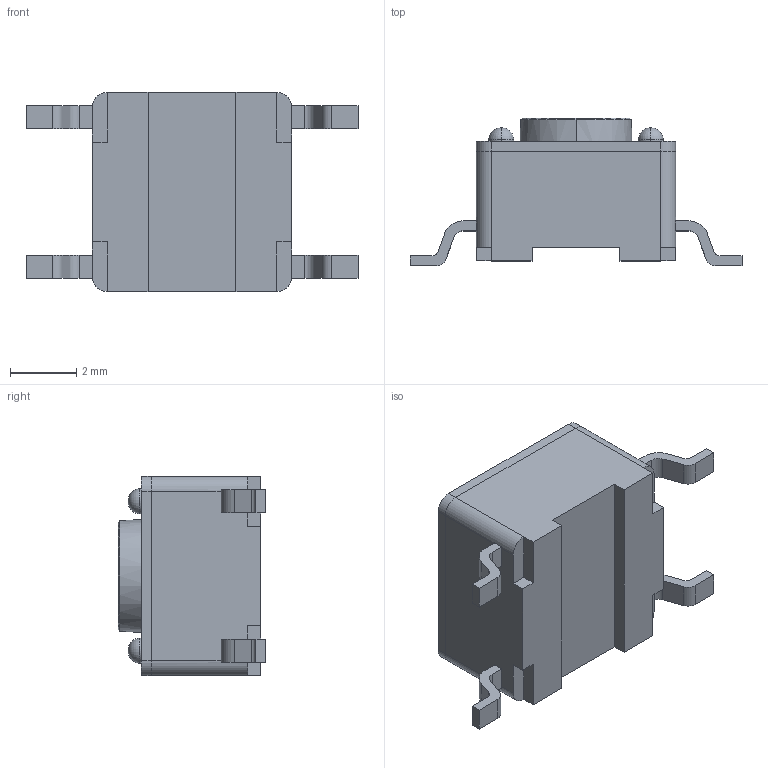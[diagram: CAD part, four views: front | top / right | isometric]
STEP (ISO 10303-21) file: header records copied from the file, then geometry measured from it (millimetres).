
FILE_DESCRIPTION (( 'STEP AP203' ), '1' );
FILE_NAME ('LL3301NF065QG.STEP', '2021-03-25T13:54:43', ( '' ), ( '' ), 'SwSTEP 2.0', 'SolidWorks 2018', '' );
FILE_SCHEMA (( 'CONFIG_CONTROL_DESIGN' ));
Length unit declared in the file: millimetre
Products named in the file (2): LL3301NF065QG
Bounding box: 10 x 4.45 x 6 mm (x, y, z)
Volume: 93.1 mm3; surface area: 401.3 mm2
Topology: 8 solids, 8 shells, 166 faces, 430 edges, 282 vertices
Faces by surface type: plane 102, cylinder 52, torus 8, cone 4
Entity records: 5293 total; most frequent: DIRECTION 924, CARTESIAN_POINT 880, ORIENTED_EDGE 860, EDGE_CURVE 430, AXIS2_PLACEMENT_3D 326, VERTEX_POINT 282, LINE 272, VECTOR 272
